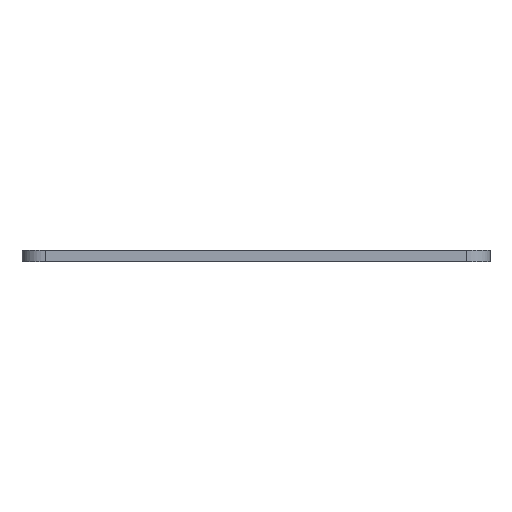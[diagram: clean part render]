
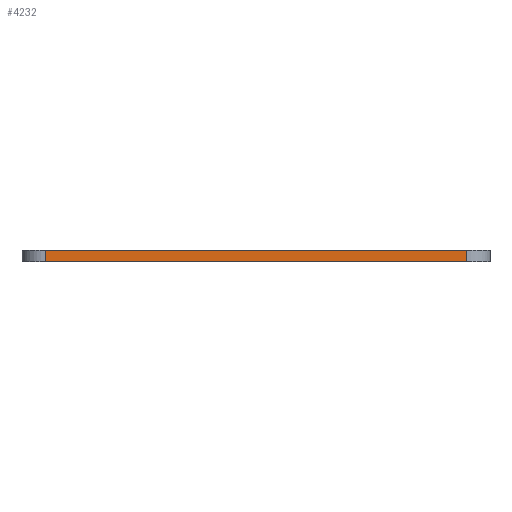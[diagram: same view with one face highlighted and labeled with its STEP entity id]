
A CAD part, left-side view. The second image highlights one B-rep face of the part: STEP entity #4232.
In plain terms, the highlighted planar face has unit normal (-1, 0, 0).
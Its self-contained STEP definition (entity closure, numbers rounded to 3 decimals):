
#331=FACE_OUTER_BOUND('',#538,.T.);
#538=EDGE_LOOP('',(#3369,#3370,#3371,#3372));
#842=LINE('',#6315,#1371);
#1040=LINE('',#6760,#1569);
#1041=LINE('',#6762,#1570);
#1042=LINE('',#6763,#1571);
#1371=VECTOR('',#5129,10.);
#1569=VECTOR('',#5535,10.);
#1570=VECTOR('',#5536,10.);
#1571=VECTOR('',#5537,10.);
#1848=VERTEX_POINT('',#6312);
#1849=VERTEX_POINT('',#6314);
#1992=VERTEX_POINT('',#6759);
#1993=VERTEX_POINT('',#6761);
#2353=EDGE_CURVE('',#1848,#1849,#842,.T.);
#2578=EDGE_CURVE('',#1848,#1992,#1040,.T.);
#2579=EDGE_CURVE('',#1993,#1992,#1041,.T.);
#2580=EDGE_CURVE('',#1849,#1993,#1042,.T.);
#3369=ORIENTED_EDGE('',*,*,#2578,.T.);
#3370=ORIENTED_EDGE('',*,*,#2579,.F.);
#3371=ORIENTED_EDGE('',*,*,#2580,.F.);
#3372=ORIENTED_EDGE('',*,*,#2353,.F.);
#4033=PLANE('',#4529);
#4232=ADVANCED_FACE('',(#331),#4033,.T.);
#4529=AXIS2_PLACEMENT_3D('',#6758,#5533,#5534);
#5129=DIRECTION('',(0.,0.,-1.));
#5533=DIRECTION('center_axis',(-1.,0.,0.));
#5534=DIRECTION('ref_axis',(0.,-1.,0.));
#5535=DIRECTION('',(0.,1.,0.));
#5536=DIRECTION('',(0.,0.,1.));
#5537=DIRECTION('',(0.,1.,0.));
#6312=CARTESIAN_POINT('',(-20.,-18.,1.));
#6314=CARTESIAN_POINT('',(-20.,-18.,0.));
#6315=CARTESIAN_POINT('',(-20.,-18.,0.));
#6758=CARTESIAN_POINT('Origin',(-20.,18.,0.));
#6759=CARTESIAN_POINT('',(-20.,18.,1.));
#6760=CARTESIAN_POINT('',(-20.,9.,1.));
#6761=CARTESIAN_POINT('',(-20.,18.,0.));
#6762=CARTESIAN_POINT('',(-20.,18.,0.));
#6763=CARTESIAN_POINT('',(-20.,9.,0.));
